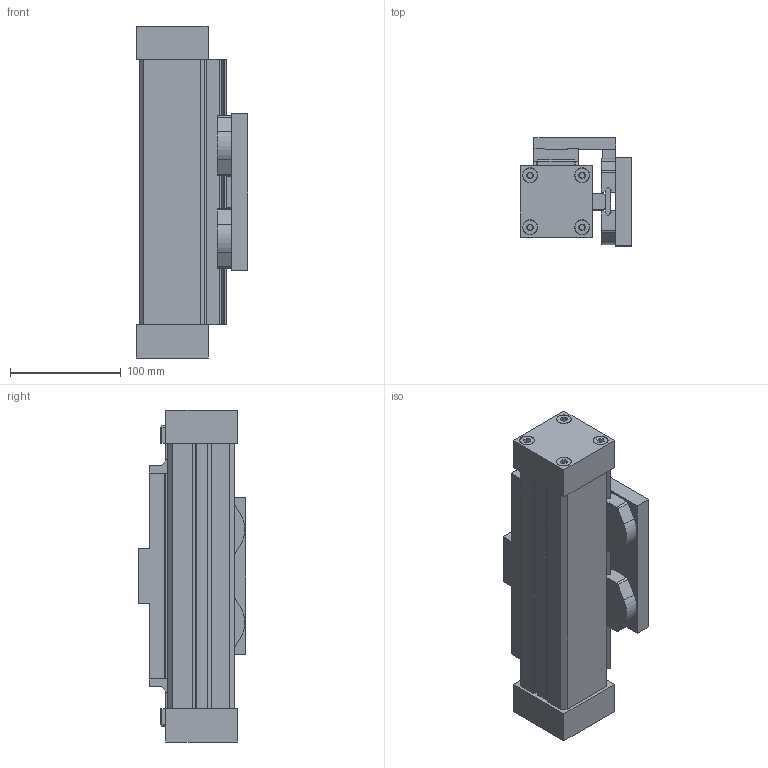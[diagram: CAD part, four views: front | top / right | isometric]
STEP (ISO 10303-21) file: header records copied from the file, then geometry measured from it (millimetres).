
FILE_DESCRIPTION((''),'2;1');
FILE_NAME('16054000001MG.stp','2007-03-08T09:13:13',('valotma1'),(''),'Autodesk Inventor 11','Autodesk Inventor 11','');
FILE_SCHEMA(('AUTOMOTIVE_DESIGN { 1 0 10303 214 1 1 1 1 }'));
Length unit declared in the file: millimetre
Products named in the file (3): 16054000001MG; CILINDRO Ø40 MG C0; CARRELLO Ø40 MG
Assembly tree (2 placements, depth 2):
  16054000001MG
    CILINDRO Ø40 MG C0
    CARRELLO Ø40 MG
Bounding box: 101 x 97.5 x 300 mm (x, y, z)
Volume: 1579177.9 mm3; surface area: 183953.9 mm2
Topology: 8 solids, 8 shells, 362 faces, 834 edges, 540 vertices
Faces by surface type: plane 195, bspline 146, cylinder 21
Full cylindrical faces by diameter (mm): 4.917 x4, 5.3 x1, 11.445 x1, 13 x4, 13.5 x4, 18.5 x1
Entity records: 10330 total; most frequent: CARTESIAN_POINT 2635, ORIENTED_EDGE 1560, DIRECTION 1338, EDGE_CURVE 780, VECTOR 664, LINE 664, VERTEX_POINT 532, EDGE_LOOP 462
